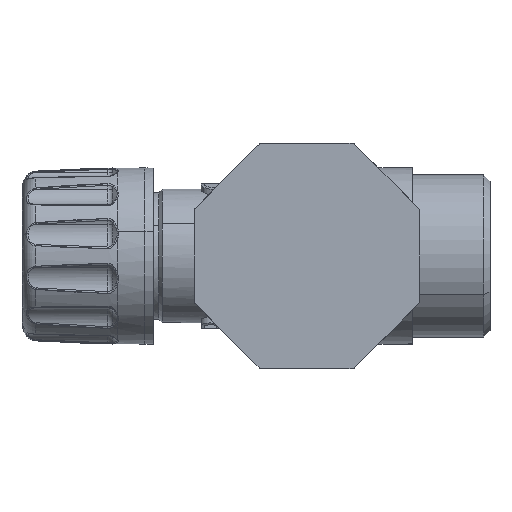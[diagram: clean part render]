
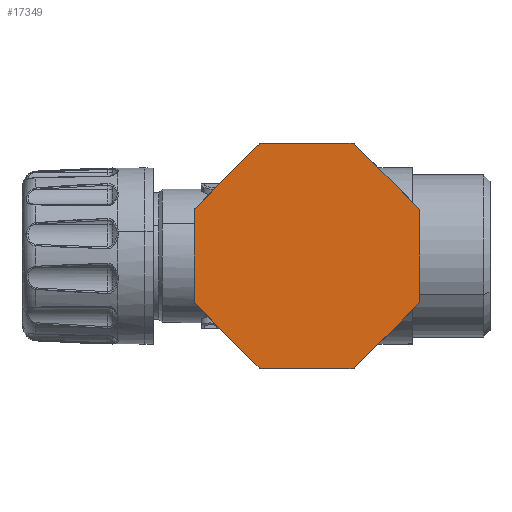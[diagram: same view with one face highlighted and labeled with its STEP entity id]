
A CAD part, left-side view. The second image highlights one B-rep face of the part: STEP entity #17349.
In plain terms, the highlighted planar face has unit normal (-1, 0, 0).
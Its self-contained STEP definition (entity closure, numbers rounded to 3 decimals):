
#16010=CARTESIAN_POINT('Vertex',(-29.,-6.774,15.854)) ;
#16026=CARTESIAN_POINT('Vertex',(-29.,-6.42,16.)) ;
#16029=CARTESIAN_POINT('Axis2P3D Location',(-29.,-6.42,15.5)) ;
#16050=CARTESIAN_POINT('Vertex',(-29.,6.774,-15.854)) ;
#16066=CARTESIAN_POINT('Vertex',(-29.,6.42,-16.)) ;
#16069=CARTESIAN_POINT('Axis2P3D Location',(-29.,6.42,-15.5)) ;
#16090=CARTESIAN_POINT('Vertex',(-29.,16.,-6.42)) ;
#16106=CARTESIAN_POINT('Vertex',(-29.,15.854,-6.774)) ;
#16109=CARTESIAN_POINT('Axis2P3D Location',(-29.,15.5,-6.42)) ;
#16132=CARTESIAN_POINT('Vertex',(-29.,6.42,16.)) ;
#16146=CARTESIAN_POINT('Vertex',(-29.,6.774,15.854)) ;
#16149=CARTESIAN_POINT('Axis2P3D Location',(-29.,6.42,15.5)) ;
#16170=CARTESIAN_POINT('Vertex',(-29.,15.854,6.774)) ;
#16186=CARTESIAN_POINT('Vertex',(-29.,16.,6.42)) ;
#16189=CARTESIAN_POINT('Axis2P3D Location',(-29.,15.5,6.42)) ;
#16210=CARTESIAN_POINT('Vertex',(-29.,-6.42,-16.)) ;
#16226=CARTESIAN_POINT('Vertex',(-29.,-6.774,-15.854)) ;
#16229=CARTESIAN_POINT('Axis2P3D Location',(-29.,-6.42,-15.5)) ;
#17153=CARTESIAN_POINT('Line Origine',(-29.,0.,16.)) ;
#17197=CARTESIAN_POINT('Vertex',(-29.,-15.854,6.774)) ;
#17219=CARTESIAN_POINT('Line Origine',(-29.,-11.314,11.314)) ;
#17272=CARTESIAN_POINT('Vertex',(-29.,-16.,6.42)) ;
#17275=CARTESIAN_POINT('Axis2P3D Location',(-29.,-15.5,6.42)) ;
#17287=CARTESIAN_POINT('Axis2P3D Location',(-29.,17.5,0.)) ;
#17292=CARTESIAN_POINT('Line Origine',(-29.,11.314,11.314)) ;
#17297=CARTESIAN_POINT('Line Origine',(-29.,16.,0.)) ;
#17302=CARTESIAN_POINT('Line Origine',(-29.,11.314,-11.314)) ;
#17307=CARTESIAN_POINT('Line Origine',(-29.,0.,-16.)) ;
#17312=CARTESIAN_POINT('Line Origine',(-29.,-11.314,-11.314)) ;
#17316=CARTESIAN_POINT('Vertex',(-29.,-15.854,-6.774)) ;
#17319=CARTESIAN_POINT('Axis2P3D Location',(-29.,-15.5,-6.42)) ;
#17323=CARTESIAN_POINT('Vertex',(-29.,-16.,-6.42)) ;
#17326=CARTESIAN_POINT('Line Origine',(-29.,-16.,0.)) ;
#16030=DIRECTION('Axis2P3D Direction',(1.,0.,0.)) ;
#16070=DIRECTION('Axis2P3D Direction',(1.,0.,0.)) ;
#16110=DIRECTION('Axis2P3D Direction',(1.,0.,0.)) ;
#16150=DIRECTION('Axis2P3D Direction',(1.,0.,-0.)) ;
#16190=DIRECTION('Axis2P3D Direction',(1.,0.,-0.)) ;
#16230=DIRECTION('Axis2P3D Direction',(1.,0.,0.)) ;
#17154=DIRECTION('Vector Direction',(0.,-1.,0.)) ;
#17220=DIRECTION('Vector Direction',(0.,-0.707,-0.707)) ;
#17276=DIRECTION('Axis2P3D Direction',(1.,0.,0.)) ;
#17288=DIRECTION('Axis2P3D Direction',(1.,0.,0.)) ;
#17289=DIRECTION('Axis2P3D XDirection',(0.,1.,0.)) ;
#17293=DIRECTION('Vector Direction',(0.,-0.707,0.707)) ;
#17298=DIRECTION('Vector Direction',(0.,0.,1.)) ;
#17303=DIRECTION('Vector Direction',(0.,0.707,0.707)) ;
#17308=DIRECTION('Vector Direction',(0.,1.,0.)) ;
#17313=DIRECTION('Vector Direction',(0.,0.707,-0.707)) ;
#17320=DIRECTION('Axis2P3D Direction',(1.,0.,0.)) ;
#17327=DIRECTION('Vector Direction',(0.,0.,-1.)) ;
#16031=AXIS2_PLACEMENT_3D('Circle Axis2P3D',#16029,#16030,$) ;
#16071=AXIS2_PLACEMENT_3D('Circle Axis2P3D',#16069,#16070,$) ;
#16111=AXIS2_PLACEMENT_3D('Circle Axis2P3D',#16109,#16110,$) ;
#16151=AXIS2_PLACEMENT_3D('Circle Axis2P3D',#16149,#16150,$) ;
#16191=AXIS2_PLACEMENT_3D('Circle Axis2P3D',#16189,#16190,$) ;
#16231=AXIS2_PLACEMENT_3D('Circle Axis2P3D',#16229,#16230,$) ;
#17277=AXIS2_PLACEMENT_3D('Circle Axis2P3D',#17275,#17276,$) ;
#17290=AXIS2_PLACEMENT_3D('Plane Axis2P3D',#17287,#17288,#17289) ;
#17321=AXIS2_PLACEMENT_3D('Circle Axis2P3D',#17319,#17320,$) ;
#17332=ORIENTED_EDGE('',*,*,#17157,.F.) ;
#17333=ORIENTED_EDGE('',*,*,#16153,.T.) ;
#17334=ORIENTED_EDGE('',*,*,#17296,.F.) ;
#17335=ORIENTED_EDGE('',*,*,#16193,.T.) ;
#17336=ORIENTED_EDGE('',*,*,#17301,.F.) ;
#17337=ORIENTED_EDGE('',*,*,#16113,.T.) ;
#17338=ORIENTED_EDGE('',*,*,#17306,.F.) ;
#17339=ORIENTED_EDGE('',*,*,#16073,.T.) ;
#17340=ORIENTED_EDGE('',*,*,#17311,.F.) ;
#17341=ORIENTED_EDGE('',*,*,#16233,.T.) ;
#17342=ORIENTED_EDGE('',*,*,#17318,.F.) ;
#17343=ORIENTED_EDGE('',*,*,#17325,.T.) ;
#17344=ORIENTED_EDGE('',*,*,#17330,.F.) ;
#17345=ORIENTED_EDGE('',*,*,#17279,.T.) ;
#17346=ORIENTED_EDGE('',*,*,#17223,.F.) ;
#17347=ORIENTED_EDGE('',*,*,#16033,.T.) ;
#17155=VECTOR('Line Direction',#17154,1.) ;
#17221=VECTOR('Line Direction',#17220,1.) ;
#17294=VECTOR('Line Direction',#17293,1.) ;
#17299=VECTOR('Line Direction',#17298,1.) ;
#17304=VECTOR('Line Direction',#17303,1.) ;
#17309=VECTOR('Line Direction',#17308,1.) ;
#17314=VECTOR('Line Direction',#17313,1.) ;
#17328=VECTOR('Line Direction',#17327,1.) ;
#17349=ADVANCED_FACE('PartBody',(#17348),#17291,.F.) ;
#16032=CIRCLE('generated circle',#16031,0.5) ;
#16072=CIRCLE('generated circle',#16071,0.5) ;
#16112=CIRCLE('generated circle',#16111,0.5) ;
#16152=CIRCLE('generated circle',#16151,0.5) ;
#16192=CIRCLE('generated circle',#16191,0.5) ;
#16232=CIRCLE('generated circle',#16231,0.5) ;
#17278=CIRCLE('generated circle',#17277,0.5) ;
#17322=CIRCLE('generated circle',#17321,0.5) ;
#16033=EDGE_CURVE('',#16011,#16027,#16032,.F.) ;
#16073=EDGE_CURVE('',#16051,#16067,#16072,.F.) ;
#16113=EDGE_CURVE('',#16091,#16107,#16112,.F.) ;
#16153=EDGE_CURVE('',#16133,#16147,#16152,.F.) ;
#16193=EDGE_CURVE('',#16171,#16187,#16192,.F.) ;
#16233=EDGE_CURVE('',#16211,#16227,#16232,.F.) ;
#17157=EDGE_CURVE('',#16133,#16027,#17156,.T.) ;
#17223=EDGE_CURVE('',#16011,#17198,#17222,.T.) ;
#17279=EDGE_CURVE('',#17273,#17198,#17278,.F.) ;
#17296=EDGE_CURVE('',#16171,#16147,#17295,.T.) ;
#17301=EDGE_CURVE('',#16091,#16187,#17300,.T.) ;
#17306=EDGE_CURVE('',#16051,#16107,#17305,.T.) ;
#17311=EDGE_CURVE('',#16211,#16067,#17310,.T.) ;
#17318=EDGE_CURVE('',#17317,#16227,#17315,.T.) ;
#17325=EDGE_CURVE('',#17317,#17324,#17322,.F.) ;
#17330=EDGE_CURVE('',#17273,#17324,#17329,.T.) ;
#17331=EDGE_LOOP('',(#17332,#17333,#17334,#17335,#17336,#17337,#17338,#17339,#17340,#17341,#17342,#17343,#17344,#17345,#17346,#17347)) ;
#17348=FACE_OUTER_BOUND('',#17331,.T.) ;
#17156=LINE('Line',#17153,#17155) ;
#17222=LINE('Line',#17219,#17221) ;
#17295=LINE('Line',#17292,#17294) ;
#17300=LINE('Line',#17297,#17299) ;
#17305=LINE('Line',#17302,#17304) ;
#17310=LINE('Line',#17307,#17309) ;
#17315=LINE('Line',#17312,#17314) ;
#17329=LINE('Line',#17326,#17328) ;
#17291=PLANE('',#17290) ;
#16011=VERTEX_POINT('',#16010) ;
#16027=VERTEX_POINT('',#16026) ;
#16051=VERTEX_POINT('',#16050) ;
#16067=VERTEX_POINT('',#16066) ;
#16091=VERTEX_POINT('',#16090) ;
#16107=VERTEX_POINT('',#16106) ;
#16133=VERTEX_POINT('',#16132) ;
#16147=VERTEX_POINT('',#16146) ;
#16171=VERTEX_POINT('',#16170) ;
#16187=VERTEX_POINT('',#16186) ;
#16211=VERTEX_POINT('',#16210) ;
#16227=VERTEX_POINT('',#16226) ;
#17198=VERTEX_POINT('',#17197) ;
#17273=VERTEX_POINT('',#17272) ;
#17317=VERTEX_POINT('',#17316) ;
#17324=VERTEX_POINT('',#17323) ;
